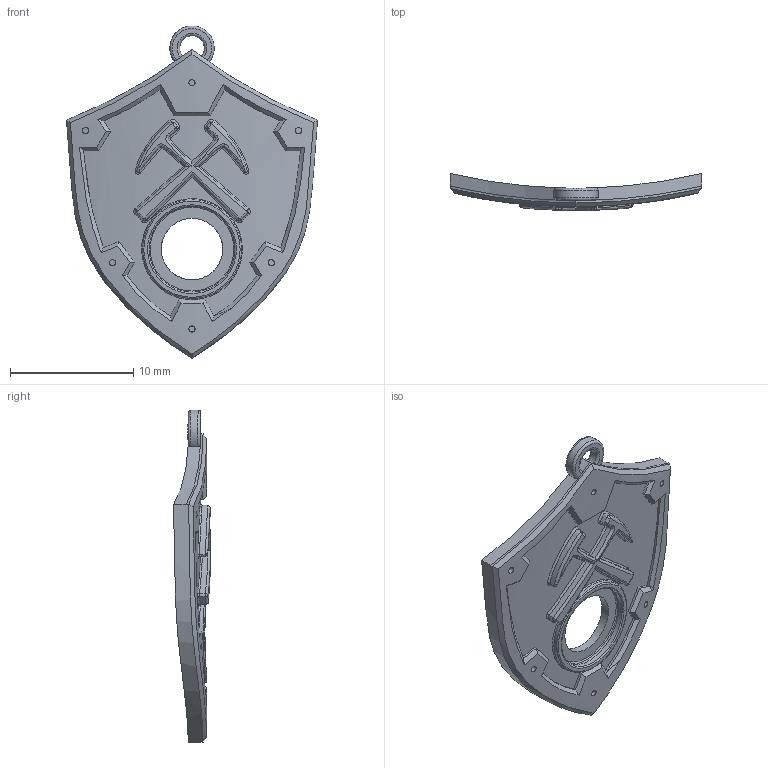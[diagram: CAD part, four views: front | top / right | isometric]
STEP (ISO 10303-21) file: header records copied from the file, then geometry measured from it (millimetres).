
FILE_DESCRIPTION(/* description */ (''),/* implementation_level */ '2;1');
FILE_NAME(/* name */ 'Geologia v1.step',/* time_stamp */ '2024-10-22T14:49:37-03:00',/* author */ (''),/* organization */ (''),/* preprocessor_version */ 'ST-DEVELOPER v20',/* originating_system */ 'Autodesk Translation Framework v13.20.0.188',/* authorisation */ '');
FILE_SCHEMA (('AUTOMOTIVE_DESIGN { 1 0 10303 214 3 1 1 }'));
Length unit declared in the file: millimetre
Products named in the file (1): Geologia
Bounding box: 20.39 x 3 x 26.97 mm (x, y, z)
Volume: 408.2 mm3; surface area: 870.1 mm2
Topology: 1 solids, 1 shells, 157 faces, 418 edges, 260 vertices
Faces by surface type: bspline 113, plane 25, cylinder 14, cone 4, torus 1
Full cylindrical faces by diameter (mm): 5 x1, 7 x1
Entity records: 11492 total; most frequent: CARTESIAN_POINT 8426, ORIENTED_EDGE 812, EDGE_CURVE 406, DIRECTION 313, VERTEX_POINT 260, B_SPLINE_CURVE_WITH_KNOTS 253, EDGE_LOOP 170, FACE_OUTER_BOUND 157
